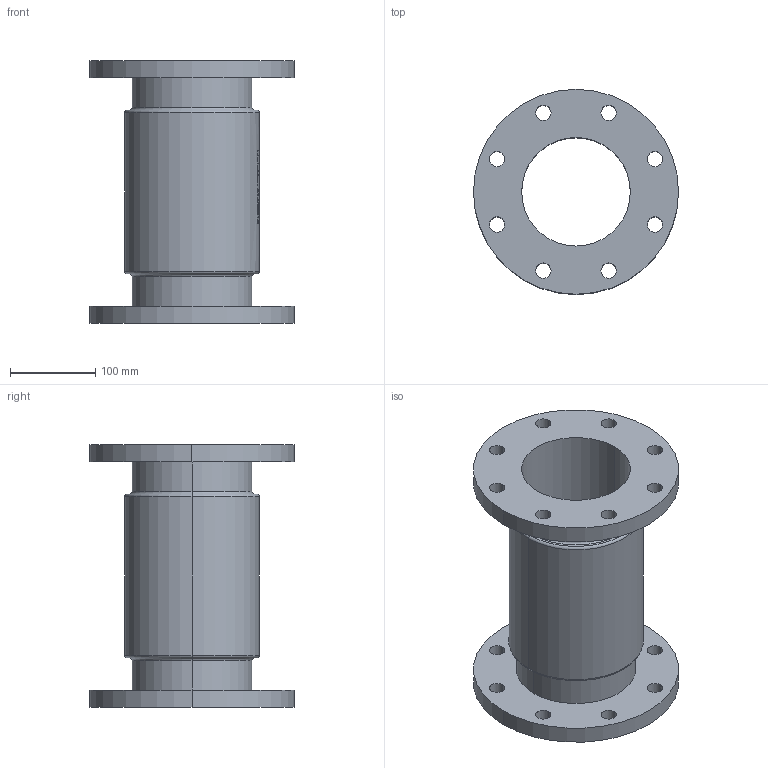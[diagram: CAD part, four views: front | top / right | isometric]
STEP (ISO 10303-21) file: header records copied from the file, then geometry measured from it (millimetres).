
FILE_DESCRIPTION (( 'STEP AP214' ), '1' );
FILE_NAME ('7120000_DN125_PN06_51420218.STEP', '2022-02-18T07:49:17', ( 'axxx' ), ( 'Hewlett-Packard Company' ), 'SwSTEP 2.0', 'SolidWorks 2019', '' );
FILE_SCHEMA (( 'AUTOMOTIVE_DESIGN' ));
Length unit declared in the file: millimetre
Products named in the file (1): 7120000_DN125_PN06_51420218
Bounding box: 240 x 240 x 307 mm (x, y, z)
Volume: 2721425.8 mm3; surface area: 425462.3 mm2
Topology: 1 solids, 1 shells, 543 faces, 1417 edges, 942 vertices
Faces by surface type: plane 249, bspline 222, cylinder 64, torus 8
Entity records: 30113 total; most frequent: CARTESIAN_POINT 18156, ORIENTED_EDGE 2834, DIRECTION 1736, EDGE_CURVE 1417, VERTEX_POINT 942, LINE 760, VECTOR 760, EDGE_LOOP 643
